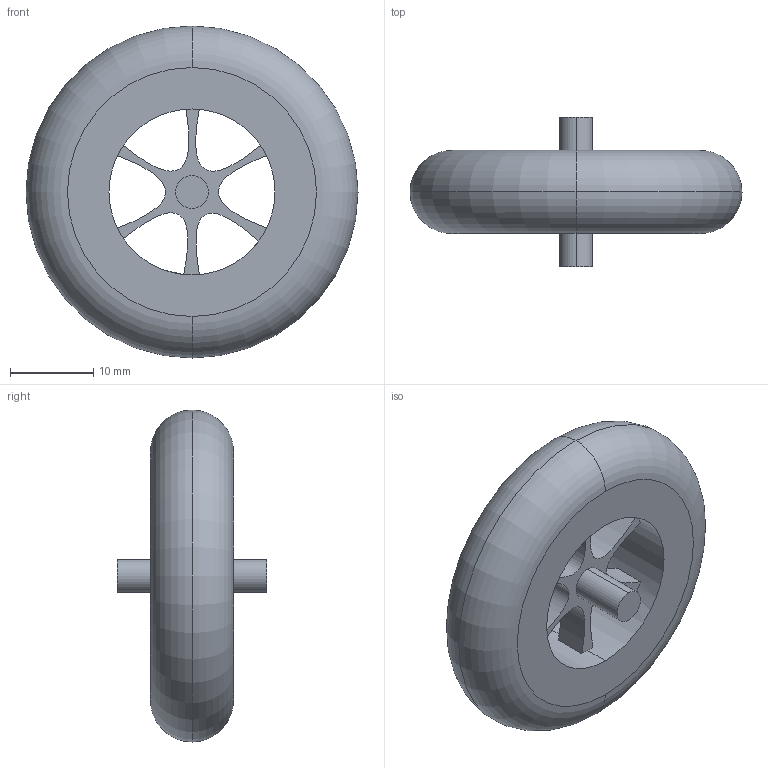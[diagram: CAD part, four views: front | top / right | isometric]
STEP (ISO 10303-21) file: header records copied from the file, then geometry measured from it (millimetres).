
FILE_DESCRIPTION (( 'STEP AP203' ), '1' );
FILE_NAME ('Small_wheel_Predeterminado_sldprt.STEP', '2023-07-08T12:10:44', ( '' ), ( '' ), 'SwSTEP 2.0', 'SolidWorks 2022', '' );
FILE_SCHEMA (( 'CONFIG_CONTROL_DESIGN' ));
Length unit declared in the file: millimetre
Products named in the file (1): Small_wheel_Predeterminado_sldprt
Bounding box: 40 x 18 x 40 mm (x, y, z)
Volume: 8646.7 mm3; surface area: 5754.7 mm2
Topology: 2 solids, 2 shells, 26 faces, 78 edges, 50 vertices
Faces by surface type: cylinder 10, plane 6, bspline 6, torus 4
Entity records: 1011 total; most frequent: CARTESIAN_POINT 209, ORIENTED_EDGE 156, DIRECTION 150, EDGE_CURVE 78, AXIS2_PLACEMENT_3D 63, VERTEX_POINT 50, CIRCLE 42, EDGE_LOOP 34
